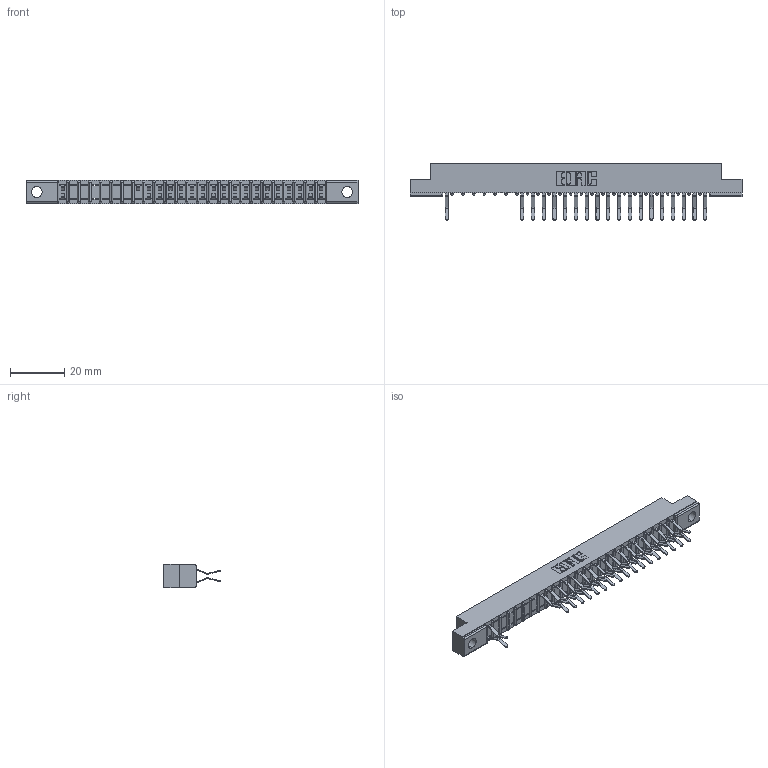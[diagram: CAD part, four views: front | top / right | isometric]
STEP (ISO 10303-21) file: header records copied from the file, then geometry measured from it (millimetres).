
FILE_DESCRIPTION (( 'STEP AP203' ), '1' );
FILE_NAME ('307-050-560-204.STEP', '2018-08-06T04:53:39', ( '' ), ( '' ), 'SwSTEP 2.0', 'SolidWorks 2016', '' );
FILE_SCHEMA (( 'CONFIG_CONTROL_DESIGN' ));
Length unit declared in the file: inch
Products named in the file (3): 307 Part_.156 Dia Mounting Holes; 307-290-001_560; 307-050-560-204
Assembly tree (38 placements, depth 2):
  307-050-560-204
    307 Part_.156 Dia Mounting Holes
    307-290-001_560  x37
Bounding box: 122.07 x 20.73 x 8.71 mm (x, y, z)
Volume: 7756.4 mm3; surface area: 13030.6 mm2
Topology: 38 solids, 38 shells, 2138 faces, 6029 edges, 3898 vertices
Faces by surface type: plane 1383, cylinder 703, sphere 52
Entity records: 24434 total; most frequent: CARTESIAN_POINT 4062, ORIENTED_EDGE 4034, DIRECTION 3965, EDGE_CURVE 2017, VECTOR 1547, LINE 1547, VERTEX_POINT 1306, AXIS2_PLACEMENT_3D 1209
